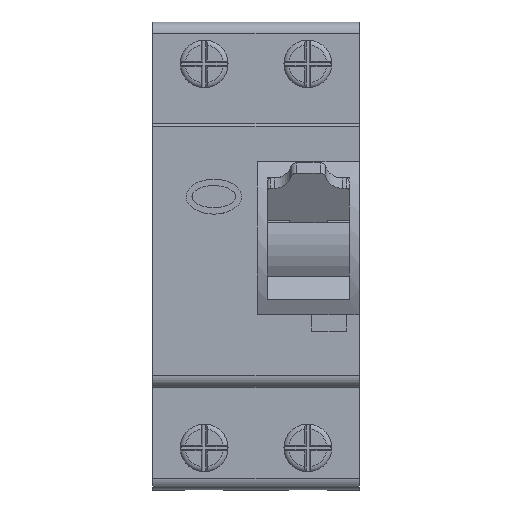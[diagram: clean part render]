
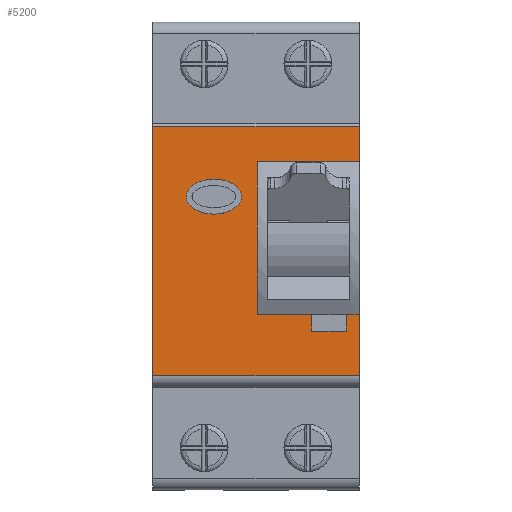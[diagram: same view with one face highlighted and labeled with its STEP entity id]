
A CAD part, top view. The second image highlights one B-rep face of the part: STEP entity #5200.
In plain terms, the highlighted planar face has unit normal (0, 0, 1).
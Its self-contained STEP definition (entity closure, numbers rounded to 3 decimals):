
#21 = VERTEX_POINT ( 'NONE', #5741 ) ;
#73 = EDGE_CURVE ( 'NONE', #800, #8741, #8073, .T. ) ;
#237 = EDGE_CURVE ( 'NONE', #800, #6841, #2146, .T. ) ;
#290 = DIRECTION ( 'NONE',  ( 0., -1., 0. ) ) ;
#374 = VERTEX_POINT ( 'NONE', #980 ) ;
#384 = VECTOR ( 'NONE', #4315, 1000. ) ;
#561 = DIRECTION ( 'NONE',  ( 0., -1., 0. ) ) ;
#601 = CARTESIAN_POINT ( 'NONE',  ( 15.55, -10.15, 66.7 ) ) ;
#605 = VECTOR ( 'NONE', #7310, 1000. ) ;
#623 = CARTESIAN_POINT ( 'NONE',  ( 15.55, -12.95, 66.7 ) ) ;
#635 = VERTEX_POINT ( 'NONE', #5494 ) ;
#680 = LINE ( 'NONE', #4110, #5788 ) ;
#771 = DIRECTION ( 'NONE',  ( 0., 1., 0. ) ) ;
#800 = VERTEX_POINT ( 'NONE', #6650 ) ;
#802 =( BOUNDED_CURVE ( )  B_SPLINE_CURVE ( 3, ( #2054, #4311, #6393, #7066 ),
 .UNSPECIFIED., .F., .F. ) 
 B_SPLINE_CURVE_WITH_KNOTS ( ( 4, 4 ),
 ( 0., 3.142 ),
 .UNSPECIFIED. ) 
 CURVE ( )  GEOMETRIC_REPRESENTATION_ITEM ( )  RATIONAL_B_SPLINE_CURVE ( ( 1., 0.333, 0.333, 1. ) ) 
 REPRESENTATION_ITEM ( '' )  );
#948 = EDGE_CURVE ( 'NONE', #3083, #3018, #1992, .T. ) ;
#957 = EDGE_CURVE ( 'NONE', #635, #6873, #5525, .T. ) ;
#980 = CARTESIAN_POINT ( 'NONE',  ( 9.55, -12.95, 66.7 ) ) ;
#1035 = LINE ( 'NONE', #3961, #605 ) ;
#1057 = CARTESIAN_POINT ( 'NONE',  ( 9.55, -10.15, 66.7 ) ) ;
#1140 = VECTOR ( 'NONE', #5555, 1000. ) ;
#1163 = VECTOR ( 'NONE', #290, 1000. ) ;
#1218 = VERTEX_POINT ( 'NONE', #5197 ) ;
#1238 = EDGE_CURVE ( 'NONE', #374, #3083, #680, .T. ) ;
#1387 = DIRECTION ( 'NONE',  ( -1., 0., 0. ) ) ;
#1563 = DIRECTION ( 'NONE',  ( 1., 0., 0. ) ) ;
#1748 = EDGE_CURVE ( 'NONE', #8741, #374, #2408, .T. ) ;
#1840 = DIRECTION ( 'NONE',  ( 1., 0., 0. ) ) ;
#1893 = CARTESIAN_POINT ( 'NONE',  ( -2.5, 10.15, 66.7 ) ) ;
#1992 = LINE ( 'NONE', #601, #7353 ) ;
#2054 = CARTESIAN_POINT ( 'NONE',  ( -2.5, 10.15, 66.7 ) ) ;
#2081 = DIRECTION ( 'NONE',  ( 0., -1., 0. ) ) ;
#2090 = VECTOR ( 'NONE', #8121, 1000. ) ;
#2101 = PLANE ( 'NONE',  #6963 ) ;
#2124 = EDGE_CURVE ( 'NONE', #3018, #4408, #1035, .T. ) ;
#2139 = CARTESIAN_POINT ( 'NONE',  ( 17.75, -22.65, 66.7 ) ) ;
#2146 = LINE ( 'NONE', #8894, #1140 ) ;
#2402 = CARTESIAN_POINT ( 'NONE',  ( 17.75, -10.15, 66.7 ) ) ;
#2408 = LINE ( 'NONE', #1057, #1163 ) ;
#2731 = CARTESIAN_POINT ( 'NONE',  ( 15.55, -10.15, 66.7 ) ) ;
#2756 = VECTOR ( 'NONE', #561, 1000. ) ;
#2961 = ORIENTED_EDGE ( 'NONE', *, *, #1238, .F. ) ;
#3018 = VERTEX_POINT ( 'NONE', #2731 ) ;
#3060 = EDGE_CURVE ( 'NONE', #5250, #8892, #3385, .T. ) ;
#3083 = VERTEX_POINT ( 'NONE', #623 ) ;
#3385 =( BOUNDED_CURVE ( )  B_SPLINE_CURVE ( 3, ( #7476, #3999, #8751, #6760 ),
 .UNSPECIFIED., .F., .F. ) 
 B_SPLINE_CURVE_WITH_KNOTS ( ( 4, 4 ),
 ( 3.142, 6.283 ),
 .UNSPECIFIED. ) 
 CURVE ( )  GEOMETRIC_REPRESENTATION_ITEM ( )  RATIONAL_B_SPLINE_CURVE ( ( 1., 0.333, 0.333, 1. ) ) 
 REPRESENTATION_ITEM ( '' )  );
#3534 = VECTOR ( 'NONE', #3958, 1000. ) ;
#3603 = CARTESIAN_POINT ( 'NONE',  ( -17.75, -20.65, 66.7 ) ) ;
#3958 = DIRECTION ( 'NONE',  ( 0., -1., 0. ) ) ;
#3961 = CARTESIAN_POINT ( 'NONE',  ( 0.25, -10.15, 66.7 ) ) ;
#3986 = DIRECTION ( 'NONE',  ( 1., 0., 0. ) ) ;
#3999 = CARTESIAN_POINT ( 'NONE',  ( -12., 4.15, 66.7 ) ) ;
#4021 = ORIENTED_EDGE ( 'NONE', *, *, #8368, .T. ) ;
#4047 = EDGE_CURVE ( 'NONE', #4408, #21, #6076, .T. ) ;
#4048 = CARTESIAN_POINT ( 'NONE',  ( -17.75, -22.65, 66.7 ) ) ;
#4110 = CARTESIAN_POINT ( 'NONE',  ( 15.55, -12.95, 66.7 ) ) ;
#4205 = CARTESIAN_POINT ( 'NONE',  ( 9.55, -10.15, 66.7 ) ) ;
#4209 = EDGE_LOOP ( 'NONE', ( #5008, #4021, #6637, #4269, #7543, #5334, #8288, #2961, #4586, #4948, #8376, #4251 ) ) ;
#4227 = DIRECTION ( 'NONE',  ( 0., 0., -1. ) ) ;
#4251 = ORIENTED_EDGE ( 'NONE', *, *, #6197, .T. ) ;
#4269 = ORIENTED_EDGE ( 'NONE', *, *, #7657, .T. ) ;
#4311 = CARTESIAN_POINT ( 'NONE',  ( -2.5, 16.15, 66.7 ) ) ;
#4315 = DIRECTION ( 'NONE',  ( -1., 0., 0. ) ) ;
#4343 = CARTESIAN_POINT ( 'NONE',  ( 17.75, 16.15, 66.7 ) ) ;
#4408 = VERTEX_POINT ( 'NONE', #2402 ) ;
#4559 = CARTESIAN_POINT ( 'NONE',  ( 0.25, -10.15, 66.7 ) ) ;
#4586 = ORIENTED_EDGE ( 'NONE', *, *, #1748, .F. ) ;
#4783 = EDGE_LOOP ( 'NONE', ( #6320, #8864 ) ) ;
#4948 = ORIENTED_EDGE ( 'NONE', *, *, #73, .F. ) ;
#5008 = ORIENTED_EDGE ( 'NONE', *, *, #957, .F. ) ;
#5197 = CARTESIAN_POINT ( 'NONE',  ( -17.75, 22.15, 66.7 ) ) ;
#5200 = ADVANCED_FACE ( 'NONE', ( #5546, #7029 ), #2101, .F. ) ;
#5250 = VERTEX_POINT ( 'NONE', #7705 ) ;
#5314 = EDGE_CURVE ( 'NONE', #8892, #5250, #802, .T. ) ;
#5334 = ORIENTED_EDGE ( 'NONE', *, *, #2124, .F. ) ;
#5371 = CARTESIAN_POINT ( 'NONE',  ( 17.75, -20.65, 66.7 ) ) ;
#5400 = LINE ( 'NONE', #5986, #6682 ) ;
#5401 = CARTESIAN_POINT ( 'NONE',  ( 17.75, -22.65, 66.7 ) ) ;
#5417 = LINE ( 'NONE', #4048, #3534 ) ;
#5442 = CARTESIAN_POINT ( 'NONE',  ( 17.75, -22.65, 66.7 ) ) ;
#5494 = CARTESIAN_POINT ( 'NONE',  ( 17.75, 22.15, 66.7 ) ) ;
#5525 = LINE ( 'NONE', #5442, #6926 ) ;
#5546 = FACE_BOUND ( 'NONE', #4783, .T. ) ;
#5555 = DIRECTION ( 'NONE',  ( 0., 1., 0. ) ) ;
#5741 = CARTESIAN_POINT ( 'NONE',  ( 17.75, -20.65, 66.7 ) ) ;
#5788 = VECTOR ( 'NONE', #1563, 1000. ) ;
#5819 = LINE ( 'NONE', #8568, #384 ) ;
#5848 = CARTESIAN_POINT ( 'NONE',  ( 0.25, 16.15, 66.7 ) ) ;
#5986 = CARTESIAN_POINT ( 'NONE',  ( 0.25, 16.15, 66.7 ) ) ;
#6076 = LINE ( 'NONE', #5401, #2756 ) ;
#6197 = EDGE_CURVE ( 'NONE', #6841, #6873, #5400, .T. ) ;
#6320 = ORIENTED_EDGE ( 'NONE', *, *, #5314, .F. ) ;
#6393 = CARTESIAN_POINT ( 'NONE',  ( -12., 16.15, 66.7 ) ) ;
#6637 = ORIENTED_EDGE ( 'NONE', *, *, #8157, .T. ) ;
#6650 = CARTESIAN_POINT ( 'NONE',  ( 0.25, -10.15, 66.7 ) ) ;
#6682 = VECTOR ( 'NONE', #3986, 1000. ) ;
#6760 = CARTESIAN_POINT ( 'NONE',  ( -2.5, 10.15, 66.7 ) ) ;
#6841 = VERTEX_POINT ( 'NONE', #5848 ) ;
#6873 = VERTEX_POINT ( 'NONE', #4343 ) ;
#6926 = VECTOR ( 'NONE', #2081, 1000. ) ;
#6963 = AXIS2_PLACEMENT_3D ( 'NONE', #2139, #4227, #1387 ) ;
#7029 = FACE_OUTER_BOUND ( 'NONE', #4209, .T. ) ;
#7066 = CARTESIAN_POINT ( 'NONE',  ( -12., 10.15, 66.7 ) ) ;
#7310 = DIRECTION ( 'NONE',  ( 1., 0., 0. ) ) ;
#7353 = VECTOR ( 'NONE', #771, 1000. ) ;
#7476 = CARTESIAN_POINT ( 'NONE',  ( -12., 10.15, 66.7 ) ) ;
#7543 = ORIENTED_EDGE ( 'NONE', *, *, #4047, .F. ) ;
#7657 = EDGE_CURVE ( 'NONE', #8697, #21, #8795, .T. ) ;
#7705 = CARTESIAN_POINT ( 'NONE',  ( -12., 10.15, 66.7 ) ) ;
#8061 = VECTOR ( 'NONE', #1840, 1000. ) ;
#8073 = LINE ( 'NONE', #4559, #8061 ) ;
#8121 = DIRECTION ( 'NONE',  ( 1., 0., 0. ) ) ;
#8157 = EDGE_CURVE ( 'NONE', #1218, #8697, #5417, .T. ) ;
#8288 = ORIENTED_EDGE ( 'NONE', *, *, #948, .F. ) ;
#8368 = EDGE_CURVE ( 'NONE', #635, #1218, #5819, .T. ) ;
#8376 = ORIENTED_EDGE ( 'NONE', *, *, #237, .T. ) ;
#8568 = CARTESIAN_POINT ( 'NONE',  ( 17.75, 22.15, 66.7 ) ) ;
#8697 = VERTEX_POINT ( 'NONE', #3603 ) ;
#8741 = VERTEX_POINT ( 'NONE', #4205 ) ;
#8751 = CARTESIAN_POINT ( 'NONE',  ( -2.5, 4.15, 66.7 ) ) ;
#8795 = LINE ( 'NONE', #5371, #2090 ) ;
#8864 = ORIENTED_EDGE ( 'NONE', *, *, #3060, .F. ) ;
#8892 = VERTEX_POINT ( 'NONE', #1893 ) ;
#8894 = CARTESIAN_POINT ( 'NONE',  ( 0.25, -10.15, 66.7 ) ) ;
